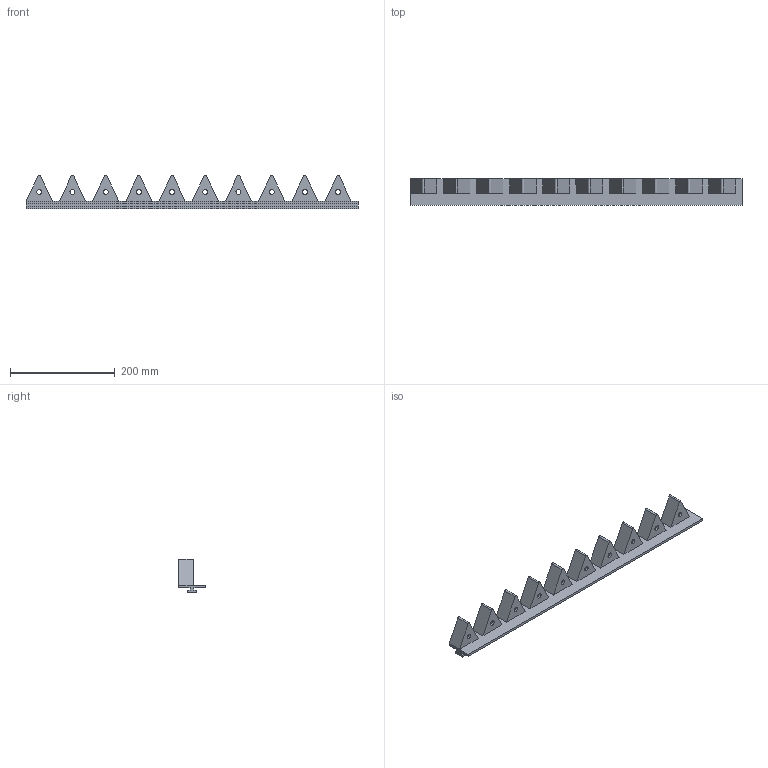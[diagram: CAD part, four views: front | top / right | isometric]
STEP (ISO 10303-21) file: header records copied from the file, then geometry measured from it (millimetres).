
FILE_DESCRIPTION(('CATIA V5 STEP Exchange','CAx-IF Rec.Pracs.--- Model Styling and Organization---1.4--- 2014-01-23'),'2;1');
FILE_NAME('DE242 FMC 1.00 WIDE SEPARATOR DUNNAGE.stp','2020-06-17T14:26:44+00:00',('none'),('none'),'CATIA Version 5-6 Release 2019 SP3','CATIA V5 STEP AP214 Edition 3 v1','none');
FILE_SCHEMA(('AUTOMOTIVE_DESIGN { 1 0 10303 214 3 1 1 1 }'));
Length unit declared in the file: inch
Products named in the file (1): DE242 FMC 1.00 WIDE A STYLE
Bounding box: 635 x 50.8 x 63.81 mm (x, y, z)
Volume: 407915.2 mm3; surface area: 171970.9 mm2
Topology: 1 solids, 1 shells, 114 faces, 305 edges, 203 vertices
Faces by surface type: plane 84, cylinder 30
Entity records: 3349 total; most frequent: ORIENTED_EDGE 610, CARTESIAN_POINT 584, DIRECTION 455, EDGE_CURVE 305, VECTOR 245, LINE 245, VERTEX_POINT 203, EDGE_LOOP 144
